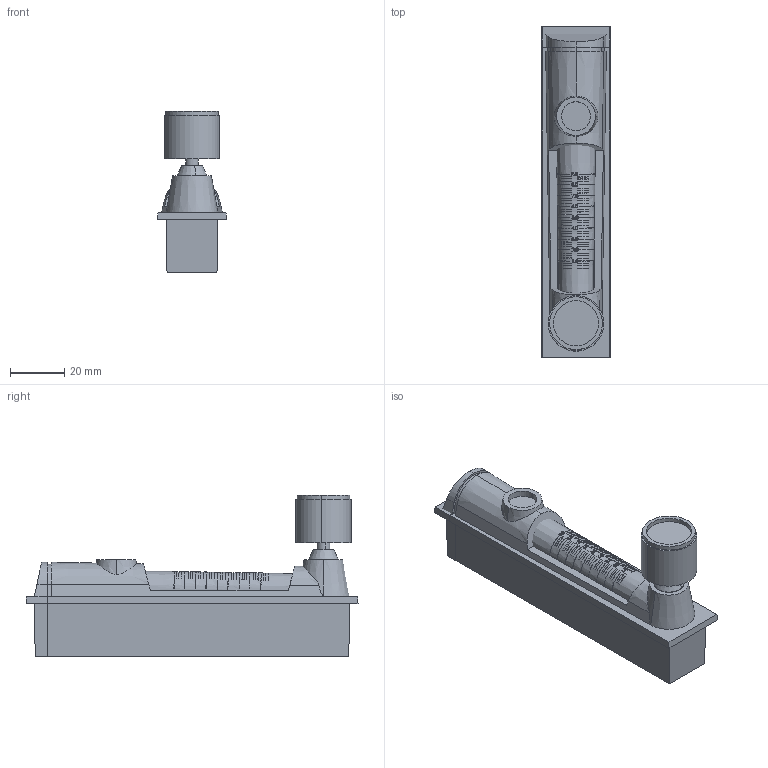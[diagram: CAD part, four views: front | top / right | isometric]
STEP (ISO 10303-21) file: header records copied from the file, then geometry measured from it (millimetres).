
FILE_DESCRIPTION (( 'STEP AP203' ), '1' );
FILE_NAME ('MR3-B-V-BN.STEP', '2017-09-01T12:40:48', ( 'mrutkowski' ), ( 'Hewlett-Packard Company' ), 'SwSTEP 2.0', 'SolidWorks 2017', '' );
FILE_SCHEMA (( 'CONFIG_CONTROL_DESIGN' ));
Length unit declared in the file: inch
Products named in the file (1): MR3-B-V-BN
Bounding box: 25.4 x 122.12 x 59.51 mm (x, y, z)
Surface area: 25981.3 mm2 (no closed solid volume)
Topology: 0 solids, 35 shells, 377 faces, 1690 edges, 1300 vertices
Faces by surface type: cone 142, bspline 130, plane 68, cylinder 37
Entity records: 26442 total; most frequent: CARTESIAN_POINT 16075, ORIENTED_EDGE 2253, EDGE_CURVE 1690, B_SPLINE_CURVE_WITH_KNOTS 1321, VERTEX_POINT 1300, DIRECTION 964, EDGE_LOOP 503, ADVANCED_FACE 377
